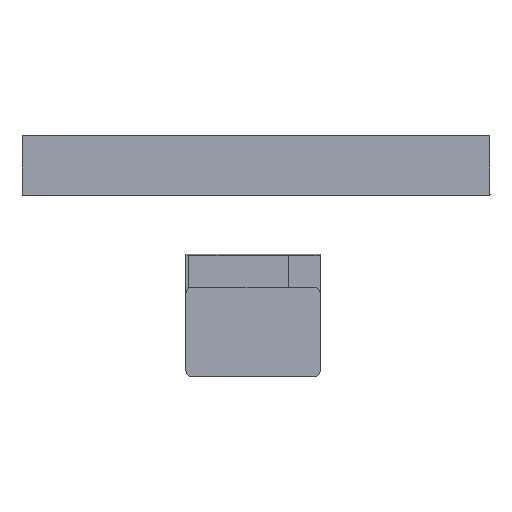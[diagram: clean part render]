
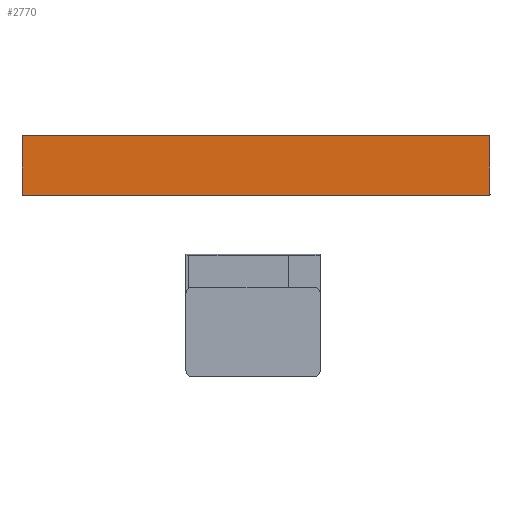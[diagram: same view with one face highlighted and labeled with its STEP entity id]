
A CAD part, front view. The second image highlights one B-rep face of the part: STEP entity #2770.
In plain terms, the highlighted planar face has unit normal (0, -1, -0.018).
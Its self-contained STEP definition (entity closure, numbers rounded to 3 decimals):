
#128=PLANE('',#3032);
#275=FACE_OUTER_BOUND('',#448,.T.);
#448=EDGE_LOOP('',(#2178,#2179,#2180,#2181));
#641=LINE('',#4279,#948);
#646=LINE('',#4292,#953);
#655=LINE('',#4310,#962);
#657=LINE('',#4314,#964);
#948=VECTOR('',#3464,10.);
#953=VECTOR('',#3473,10.);
#962=VECTOR('',#3494,10.);
#964=VECTOR('',#3500,10.);
#1342=VERTEX_POINT('',#4276);
#1343=VERTEX_POINT('',#4278);
#1348=VERTEX_POINT('',#4289);
#1349=VERTEX_POINT('',#4291);
#1633=EDGE_CURVE('',#1342,#1343,#641,.T.);
#1639=EDGE_CURVE('',#1348,#1349,#646,.T.);
#1649=EDGE_CURVE('',#1342,#1349,#655,.T.);
#1651=EDGE_CURVE('',#1348,#1343,#657,.T.);
#2178=ORIENTED_EDGE('',*,*,#1651,.T.);
#2179=ORIENTED_EDGE('',*,*,#1633,.F.);
#2180=ORIENTED_EDGE('',*,*,#1649,.T.);
#2181=ORIENTED_EDGE('',*,*,#1639,.F.);
#2770=ADVANCED_FACE('',(#275),#128,.T.);
#3032=AXIS2_PLACEMENT_3D('',#4315,#3501,#3502);
#3464=DIRECTION('',(0.,0.017,-1.));
#3473=DIRECTION('',(0.,-0.017,1.));
#3494=DIRECTION('',(-1.,0.,0.));
#3500=DIRECTION('',(1.,0.,0.));
#3501=DIRECTION('center_axis',(0.,-1.,
-0.017));
#3502=DIRECTION('ref_axis',(0.,0.017,-1.));
#4276=CARTESIAN_POINT('',(119.,101.289,-11.483));
#4278=CARTESIAN_POINT('',(119.,101.813,-41.478));
#4279=CARTESIAN_POINT('',(119.,101.289,-11.483));
#4289=CARTESIAN_POINT('',(-116.,101.813,-41.478));
#4291=CARTESIAN_POINT('',(-116.,101.289,-11.483));
#4292=CARTESIAN_POINT('',(-116.,101.289,-11.483));
#4310=CARTESIAN_POINT('',(-32.194,101.289,-11.483));
#4314=CARTESIAN_POINT('',(-32.194,101.813,-41.478));
#4315=CARTESIAN_POINT('Origin',(-32.194,101.289,-11.483));
